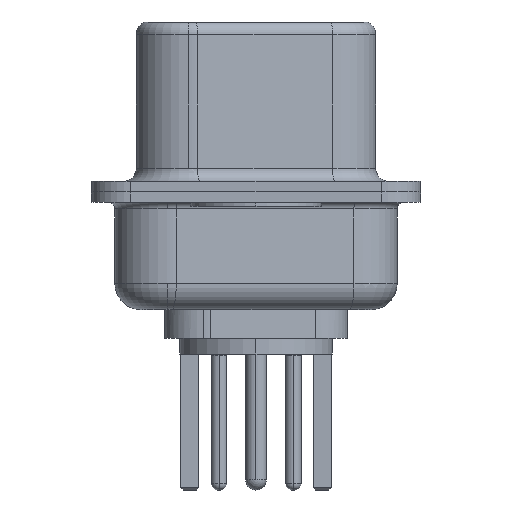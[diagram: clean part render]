
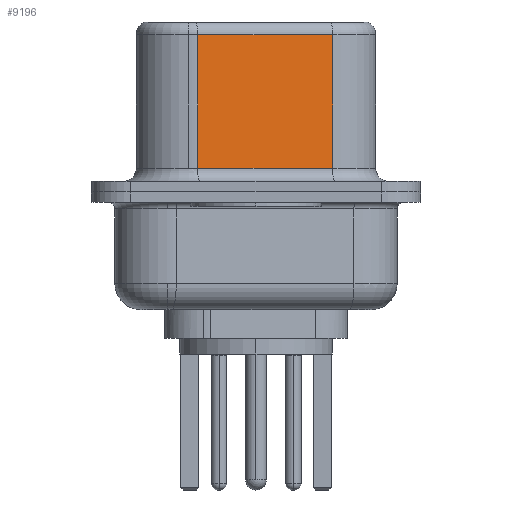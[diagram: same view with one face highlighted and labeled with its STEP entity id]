
A CAD part, left-side view. The second image highlights one B-rep face of the part: STEP entity #9196.
In plain terms, the highlighted planar face has unit normal (-0.985, -0.174, 0).
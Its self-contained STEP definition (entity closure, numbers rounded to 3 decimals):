
#153 = DIRECTION ( 'NONE',  ( -0.174, 0.985, 0. ) ) ;
#354 = DIRECTION ( 'NONE',  ( 0., 0., -1. ) ) ;
#474 = FACE_OUTER_BOUND ( 'NONE', #1415, .T. ) ;
#1255 = LINE ( 'NONE', #1922, #14439 ) ;
#1377 = VERTEX_POINT ( 'NONE', #6482 ) ;
#1415 = EDGE_LOOP ( 'NONE', ( #11302, #15007, #2642, #14108 ) ) ;
#1784 = CARTESIAN_POINT ( 'NONE',  ( 4.565, -2.927, 6.52 ) ) ;
#1922 = CARTESIAN_POINT ( 'NONE',  ( 4.565, -2.927, 6.52 ) ) ;
#2642 = ORIENTED_EDGE ( 'NONE', *, *, #15101, .T. ) ;
#3039 = DIRECTION ( 'NONE',  ( -0.174, 0.985, 0. ) ) ;
#3585 = VERTEX_POINT ( 'NONE', #9834 ) ;
#4228 = LINE ( 'NONE', #12995, #14053 ) ;
#4243 = LINE ( 'NONE', #14744, #7797 ) ;
#5359 = VECTOR ( 'NONE', #354, 1000. ) ;
#5457 = CARTESIAN_POINT ( 'NONE',  ( 3.655, 2.233, 6.52 ) ) ;
#5562 = CARTESIAN_POINT ( 'NONE',  ( 3.655, 2.233, 0.9 ) ) ;
#6482 = CARTESIAN_POINT ( 'NONE',  ( 4.565, -2.927, 6.02 ) ) ;
#7037 = PLANE ( 'NONE',  #15539 ) ;
#7722 = VERTEX_POINT ( 'NONE', #5562 ) ;
#7797 = VECTOR ( 'NONE', #9773, 1000. ) ;
#8102 = CARTESIAN_POINT ( 'NONE',  ( 3.655, 2.233, 6.02 ) ) ;
#8934 = LINE ( 'NONE', #5457, #5359 ) ;
#9196 = ADVANCED_FACE ( 'NONE', ( #474 ), #7037, .F. ) ;
#9773 = DIRECTION ( 'NONE',  ( 0.174, -0.985, 0. ) ) ;
#9834 = CARTESIAN_POINT ( 'NONE',  ( 4.565, -2.927, 0.9 ) ) ;
#10825 = DIRECTION ( 'NONE',  ( 0.985, 0.174, 0. ) ) ;
#11302 = ORIENTED_EDGE ( 'NONE', *, *, #12212, .F. ) ;
#11630 = EDGE_CURVE ( 'NONE', #1377, #13502, #4228, .T. ) ;
#12212 = EDGE_CURVE ( 'NONE', #1377, #3585, #1255, .T. ) ;
#12231 = EDGE_CURVE ( 'NONE', #7722, #3585, #4243, .T. ) ;
#12995 = CARTESIAN_POINT ( 'NONE',  ( 4.565, -2.927, 6.02 ) ) ;
#13502 = VERTEX_POINT ( 'NONE', #8102 ) ;
#13526 = DIRECTION ( 'NONE',  ( 0., 0., -1. ) ) ;
#14053 = VECTOR ( 'NONE', #153, 1000. ) ;
#14108 = ORIENTED_EDGE ( 'NONE', *, *, #12231, .T. ) ;
#14439 = VECTOR ( 'NONE', #13526, 1000. ) ;
#14744 = CARTESIAN_POINT ( 'NONE',  ( 4.565, -2.927, 0.9 ) ) ;
#15007 = ORIENTED_EDGE ( 'NONE', *, *, #11630, .T. ) ;
#15101 = EDGE_CURVE ( 'NONE', #13502, #7722, #8934, .T. ) ;
#15539 = AXIS2_PLACEMENT_3D ( 'NONE', #1784, #10825, #3039 ) ;
